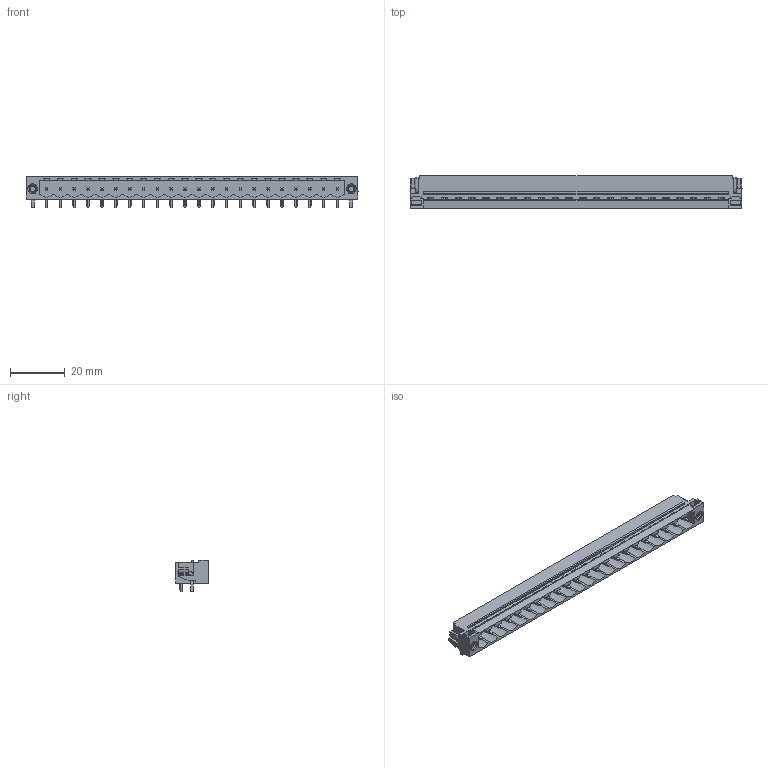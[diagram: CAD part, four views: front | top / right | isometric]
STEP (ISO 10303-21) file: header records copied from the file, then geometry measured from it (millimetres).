
FILE_DESCRIPTION(('CATIA V5 STEP Exchange','CAx-IF Rec.Pracs.--- Model Styling and Organization---1.2---2011-12-15'),'2;1');
FILE_NAME ('D1449335_0', '2018-10-25T07:19:02+00:00', ('none'), ('Weidmueller'), 'CATIA Version 5-6 Release 2014', 'CATIA V5 STEP AP214', 'none');
FILE_SCHEMA(('AUTOMOTIVE_DESIGN { 1 0 10303 214 1 1 1 1 }'));
Length unit declared in the file: millimetre
Products named in the file (1): 1150570000
Bounding box: 121.76 x 12 x 11.63 mm (x, y, z)
Volume: 5671.1 mm3; surface area: 9510.2 mm2
Topology: 27 solids, 27 shells, 1227 faces, 3423 edges, 2206 vertices
Faces by surface type: plane 813, cylinder 402, cone 12
Entity records: 35852 total; most frequent: CARTESIAN_POINT 7954, ORIENTED_EDGE 6846, DIRECTION 3897, EDGE_CURVE 3417, VECTOR 2429, LINE 2429, VERTEX_POINT 2198, EDGE_LOOP 1283
